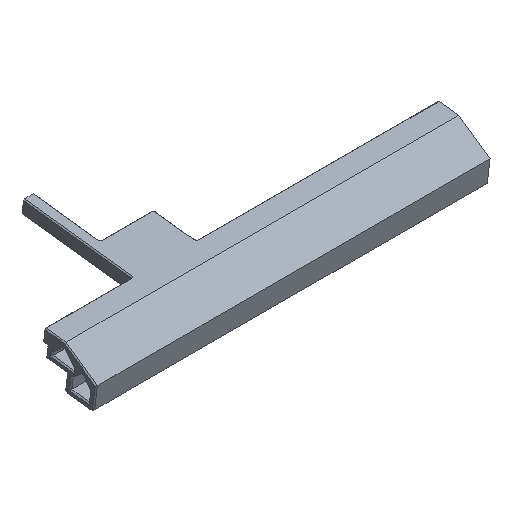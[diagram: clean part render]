
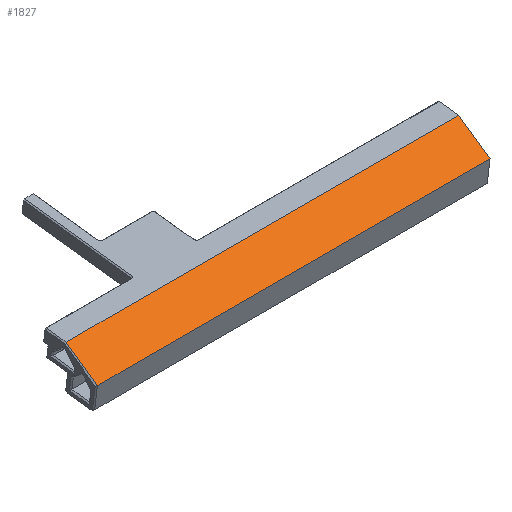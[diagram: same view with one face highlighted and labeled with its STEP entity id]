
A CAD part, isometric view. The second image highlights one B-rep face of the part: STEP entity #1827.
In plain terms, the highlighted planar face has unit normal (0, -0.575, 0.818).
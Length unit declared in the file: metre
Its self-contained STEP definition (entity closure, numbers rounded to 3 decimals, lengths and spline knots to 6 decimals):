
#114=ORIENTED_EDGE('',*,*,#621,.F.);
#115=ORIENTED_EDGE('',*,*,#644,.T.);
#116=ORIENTED_EDGE('',*,*,#638,.T.);
#117=ORIENTED_EDGE('',*,*,#643,.T.);
#118=ORIENTED_EDGE('',*,*,#645,.F.);
#119=ORIENTED_EDGE('',*,*,#622,.F.);
#621=EDGE_CURVE('',#886,#887,#1050,.T.);
#622=EDGE_CURVE('',#887,#888,#1051,.T.);
#638=EDGE_CURVE('',#902,#903,#1063,.T.);
#643=EDGE_CURVE('',#903,#907,#1068,.T.);
#644=EDGE_CURVE('',#886,#902,#1069,.T.);
#645=EDGE_CURVE('',#888,#907,#1070,.T.);
#886=VERTEX_POINT('',#2650);
#887=VERTEX_POINT('',#2652);
#888=VERTEX_POINT('',#2654);
#902=VERTEX_POINT('',#2686);
#903=VERTEX_POINT('',#2687);
#907=VERTEX_POINT('',#2695);
#1050=LINE('',#2651,#1292);
#1051=LINE('',#2653,#1293);
#1063=LINE('',#2685,#1305);
#1068=LINE('',#2696,#1310);
#1069=LINE('',#2698,#1311);
#1070=LINE('',#2699,#1312);
#1292=VECTOR('',#2124,1.);
#1293=VECTOR('',#2125,1.);
#1305=VECTOR('',#2149,1.);
#1310=VECTOR('',#2154,1.);
#1311=VECTOR('',#2157,1.);
#1312=VECTOR('',#2158,1.);
#1509=EDGE_LOOP('',(#114,#115,#116,#117,#118,#119));
#1621=FACE_BOUND('',#1509,.T.);
#1733=PLANE('',#1957);
#1827=ADVANCED_FACE('',(#1621),#1733,.F.);
#1957=AXIS2_PLACEMENT_3D('',#2697,#2155,#2156);
#2124=DIRECTION('',(1.,0.,0.));
#2125=DIRECTION('',(1.,0.,0.));
#2149=DIRECTION('',(1.,0.,0.));
#2154=DIRECTION('',(1.,0.,0.));
#2155=DIRECTION('',(0.,0.575,-0.818));
#2156=DIRECTION('',(0.,0.818,0.575));
#2157=DIRECTION('',(0.,-0.818,-0.575));
#2158=DIRECTION('',(0.,-0.818,-0.575));
#2650=CARTESIAN_POINT('',(-0.17405,-0.060598,0.020686));
#2651=CARTESIAN_POINT('',(-0.17455,-0.060598,0.020686));
#2652=CARTESIAN_POINT('',(-0.1581,-0.060598,0.020686));
#2653=CARTESIAN_POINT('',(-0.17255,-0.060598,0.020686));
#2654=CARTESIAN_POINT('',(0.,-0.060598,0.020686));
#2685=CARTESIAN_POINT('',(-0.17455,-0.074511,0.010918));
#2686=CARTESIAN_POINT('',(-0.17405,-0.074511,0.010918));
#2687=CARTESIAN_POINT('',(-0.1581,-0.074511,0.010918));
#2695=CARTESIAN_POINT('',(0.,-0.074511,0.010918));
#2696=CARTESIAN_POINT('',(-0.17455,-0.074511,0.010918));
#2697=CARTESIAN_POINT('',(-0.00515,-0.029736,0.042354));
#2698=CARTESIAN_POINT('',(-0.17405,-0.029736,0.042354));
#2699=CARTESIAN_POINT('',(0.,-0.029736,0.042354));
